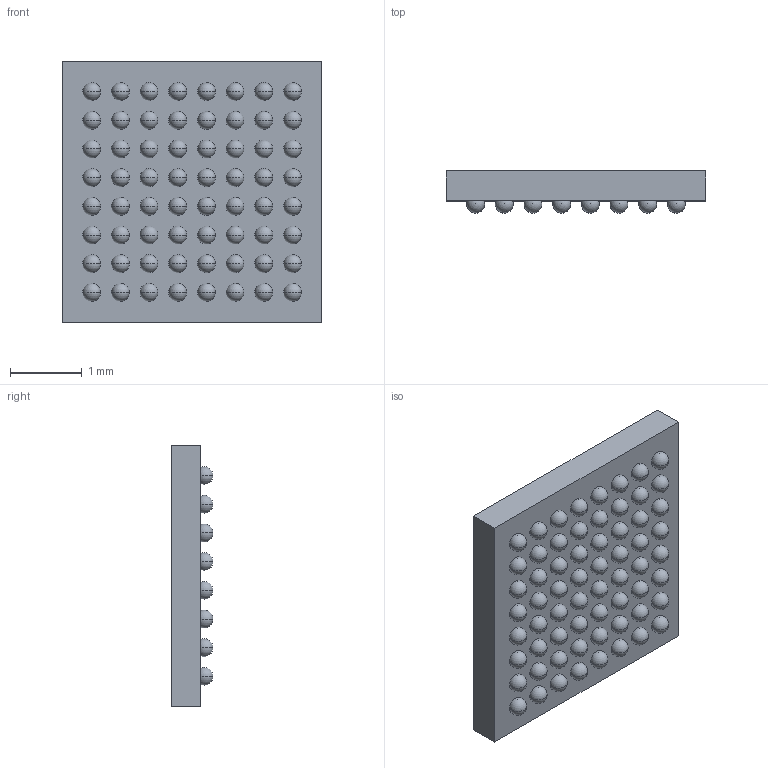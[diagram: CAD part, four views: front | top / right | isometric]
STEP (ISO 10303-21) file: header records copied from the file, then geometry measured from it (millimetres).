
FILE_DESCRIPTION (( 'STEP AP214' ), '1' );
FILE_NAME ('STM32F412RGY6TR.STEP', '2020-03-27T18:53:17', ( '' ), ( '' ), 'SwSTEP 2.0', 'SolidWorks 2018', '' );
FILE_SCHEMA (( 'AUTOMOTIVE_DESIGN' ));
Length unit declared in the file: millimetre
Products named in the file (1): STM32F412RGY6TR
Bounding box: 3.62 x 0.58 x 3.65 mm (x, y, z)
Volume: 5.9 mm3; surface area: 43.8 mm2
Topology: 65 solids, 65 shells, 198 faces, 588 edges, 392 vertices
Faces by surface type: sphere 128, plane 70
Entity records: 4990 total; most frequent: DIRECTION 922, CARTESIAN_POINT 667, ORIENTED_EDGE 536, AXIS2_PLACEMENT_3D 455, EDGE_CURVE 268, CIRCLE 256, VERTEX_POINT 200, ADVANCED_FACE 198
